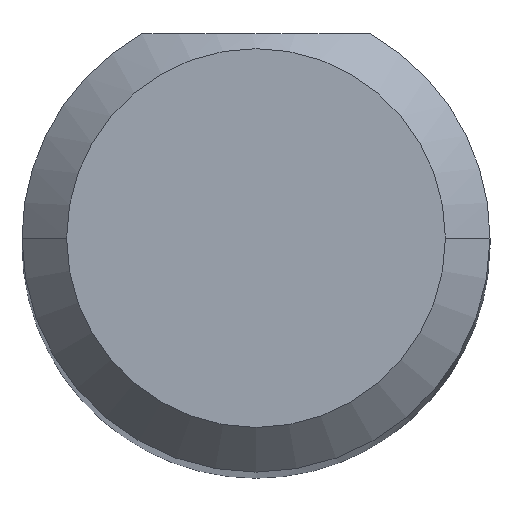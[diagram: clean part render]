
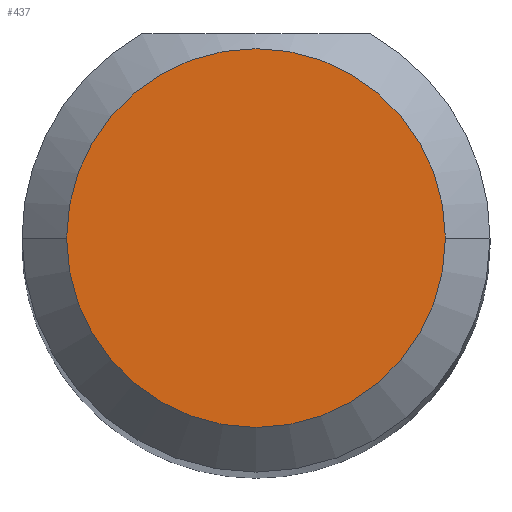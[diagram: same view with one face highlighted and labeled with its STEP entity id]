
A CAD part, top view. The second image highlights one B-rep face of the part: STEP entity #437.
In plain terms, the highlighted planar face has unit normal (0, 0, 1).
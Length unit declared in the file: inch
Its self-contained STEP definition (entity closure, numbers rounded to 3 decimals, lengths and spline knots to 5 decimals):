
#15 = CARTESIAN_POINT ( 'NONE',  ( -0.06374, 0., 1.9685 ) ) ;
#35 = VERTEX_POINT ( 'NONE', #46 ) ;
#46 = CARTESIAN_POINT ( 'NONE',  ( 0.06374, 0., 1.9685 ) ) ;
#71 = DIRECTION ( 'NONE',  ( 1., 0., 0. ) ) ;
#79 = VERTEX_POINT ( 'NONE', #15 ) ;
#90 = FACE_OUTER_BOUND ( 'NONE', #400, .T. ) ;
#109 = CARTESIAN_POINT ( 'NONE',  ( 0., 0., 1.9685 ) ) ;
#116 = ORIENTED_EDGE ( 'NONE', *, *, #161, .T. ) ;
#133 = CARTESIAN_POINT ( 'NONE',  ( 0., 0., 1.9685 ) ) ;
#158 = CIRCLE ( 'NONE', #477, 0.06374 ) ;
#161 = EDGE_CURVE ( 'NONE', #35, #79, #158, .T. ) ;
#182 = DIRECTION ( 'NONE',  ( 0., 0., 1. ) ) ;
#250 = AXIS2_PLACEMENT_3D ( 'NONE', #109, #274, #71 ) ;
#254 = PLANE ( 'NONE',  #273 ) ;
#273 = AXIS2_PLACEMENT_3D ( 'NONE', #417, #463, #421 ) ;
#274 = DIRECTION ( 'NONE',  ( 0., 0., 1. ) ) ;
#281 = CIRCLE ( 'NONE', #250, 0.06374 ) ;
#301 = DIRECTION ( 'NONE',  ( 1., 0., 0. ) ) ;
#328 = ORIENTED_EDGE ( 'NONE', *, *, #341, .T. ) ;
#341 = EDGE_CURVE ( 'NONE', #79, #35, #281, .T. ) ;
#400 = EDGE_LOOP ( 'NONE', ( #328, #116 ) ) ;
#417 = CARTESIAN_POINT ( 'NONE',  ( 0., 0., 1.9685 ) ) ;
#421 = DIRECTION ( 'NONE',  ( 1., 0., 0. ) ) ;
#437 = ADVANCED_FACE ( 'NONE', ( #90 ), #254, .T. ) ;
#463 = DIRECTION ( 'NONE',  ( 0., 0., 1. ) ) ;
#477 = AXIS2_PLACEMENT_3D ( 'NONE', #133, #182, #301 ) ;
